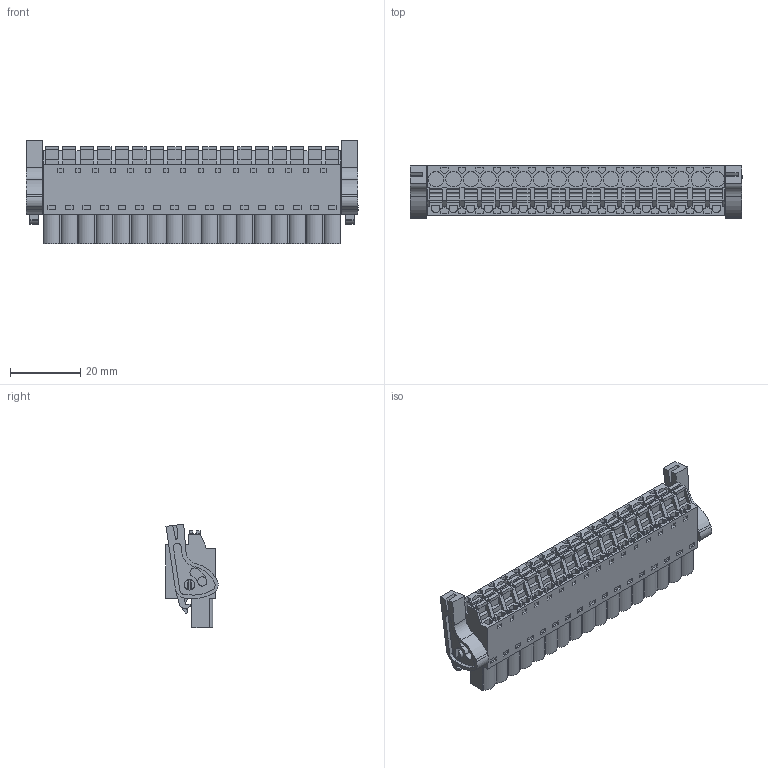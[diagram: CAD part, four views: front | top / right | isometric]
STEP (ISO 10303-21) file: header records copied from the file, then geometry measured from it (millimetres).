
FILE_DESCRIPTION(('CATIA V5 STEP Exchange','CAx-IF Rec.Pracs.--- Model Styling and Organization---1.2---2011-12-15'),'2;1');
FILE_NAME ('D1446690_0_1016510000_1016510000.stp','2017-04-27T13:12:47+00:00',('none'),('Weidmueller'),'CATIA Version 5-6 Release 2014','CATIA V5 STEP AP214','none');
FILE_SCHEMA(('AUTOMOTIVE_DESIGN { 1 0 10303 214 1 1 1 1 }'));
Length unit declared in the file: millimetre
Products named in the file (1): 1016510000
Bounding box: 94.7 x 14.96 x 29.52 mm (x, y, z)
Volume: 22403.8 mm3; surface area: 12932.3 mm2
Topology: 20 solids, 20 shells, 1535 faces, 4452 edges, 3102 vertices
Faces by surface type: plane 1342, cylinder 189, extrusion 4
Entity records: 48057 total; most frequent: CARTESIAN_POINT 8937, ORIENTED_EDGE 8904, DIRECTION 6375, EDGE_CURVE 4452, VECTOR 4021, LINE 4017, VERTEX_POINT 3102, EDGE_LOOP 1720
